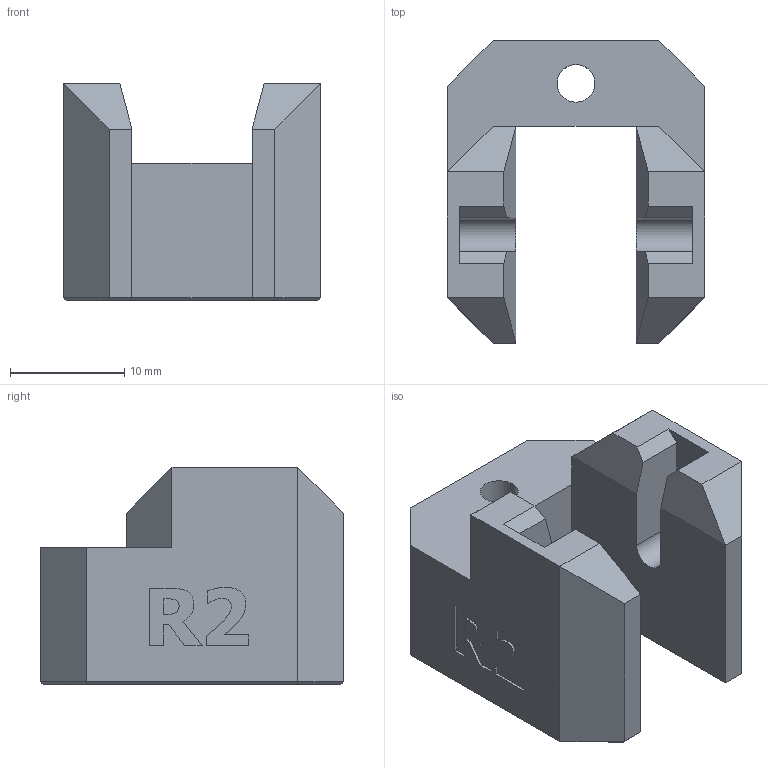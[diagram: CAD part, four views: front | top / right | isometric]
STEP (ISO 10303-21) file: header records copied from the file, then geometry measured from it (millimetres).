
FILE_DESCRIPTION(/* description */ (''),/* implementation_level */ '2;1');
FILE_NAME(/* name */ 'corexy-tensioner_R2.stp',/* time_stamp */ '2023-12-19T11:04:01+01:00',/* author */ ('Dominik Tebich'),/* organization */ (''),/* preprocessor_version */ 'ST-DEVELOPER v19.2',/* originating_system */ 'Autodesk Inventor 2023',/* authorisation */ '');
FILE_SCHEMA (('AUTOMOTIVE_DESIGN { 1 0 10303 214 3 1 1 }'));
Length unit declared in the file: millimetre
Products named in the file (1): corexy-tensioner_R2
Bounding box: 22.5 x 26.5 x 19 mm (x, y, z)
Volume: 5082.8 mm3; surface area: 3098.7 mm2
Topology: 1 solids, 1 shells, 113 faces, 291 edges, 184 vertices
Faces by surface type: plane 94, bspline 16, cylinder 3
Full cylindrical faces by diameter (mm): 3.3 x1
Entity records: 3484 total; most frequent: CARTESIAN_POINT 797, ORIENTED_EDGE 582, DIRECTION 464, EDGE_CURVE 291, LINE 250, VECTOR 250, VERTEX_POINT 183, EDGE_LOOP 118
